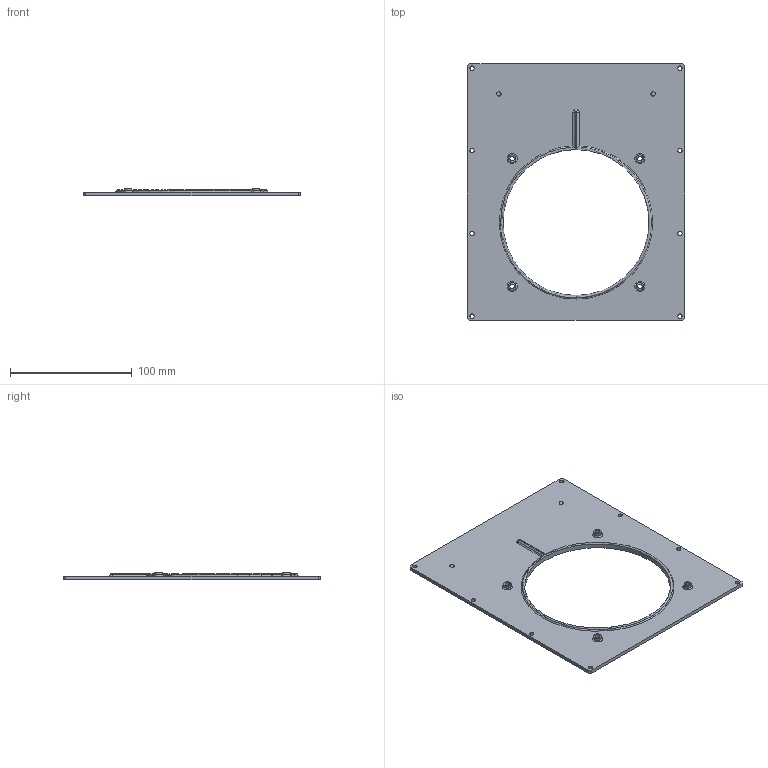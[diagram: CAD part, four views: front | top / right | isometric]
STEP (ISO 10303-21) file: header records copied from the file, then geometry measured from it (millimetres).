
FILE_DESCRIPTION(/* description */ (''),/* implementation_level */ '2;1');
FILE_NAME(/* name */ 'Lid - 120mm Fan.step',/* time_stamp */ '2022-10-25T11:24:39-05:00',/* author */ (''),/* organization */ (''),/* preprocessor_version */ 'ST-DEVELOPER v19.2',/* originating_system */ 'Autodesk Translation Framework v11.17.0.187',/* authorisation */ '');
FILE_SCHEMA (('AUTOMOTIVE_DESIGN { 1 0 10303 214 3 1 1 }'));
Length unit declared in the file: millimetre
Products named in the file (3): Lid - 120mm Fan and Handle; Lid - Fan and Handle; Lid - Fan Only
Assembly tree (2 placements, depth 2):
  Lid - 120mm Fan and Handle
    Lid - Fan and Handle
    Lid - Fan Only
Bounding box: 178.6 x 211.39 x 6 mm (x, y, z)
Volume: 161559.7 mm3; surface area: 115917.9 mm2
Topology: 2 solids, 2 shells, 94 faces, 228 edges, 146 vertices
Faces by surface type: cylinder 44, plane 34, torus 14, bspline 2
Full cylindrical faces by diameter (mm): 3.6 x18, 3.8 x8, 6.2 x8, 120 x2
Entity records: 3081 total; most frequent: CARTESIAN_POINT 601, DIRECTION 526, ORIENTED_EDGE 456, EDGE_CURVE 228, AXIS2_PLACEMENT_3D 209, EDGE_LOOP 158, VERTEX_POINT 146, CIRCLE 112
